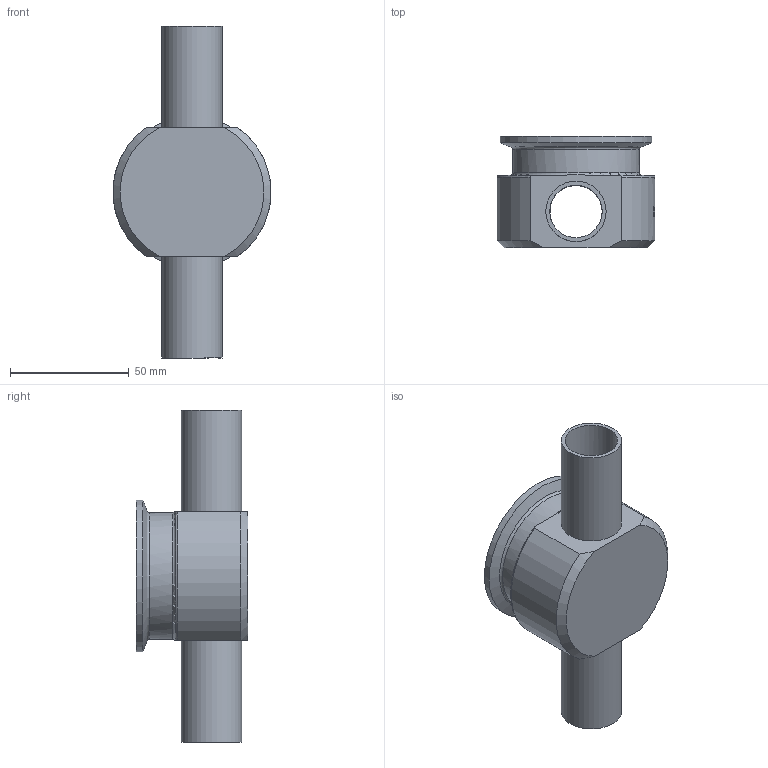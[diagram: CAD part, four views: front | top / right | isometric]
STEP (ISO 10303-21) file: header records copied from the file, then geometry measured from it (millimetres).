
FILE_DESCRIPTION(/* description */ (''),/* implementation_level */ '2;1');
FILE_NAME(/* name */ 'S7IWWKS-1X2.stp',/* time_stamp */ '2018-11-30T09:30:06-05:00',/* author */ ('ken'),/* organization */ (''),/* preprocessor_version */ 'ST-DEVELOPER v15.2',/* originating_system */ 'Autodesk Inventor 2014',/* authorisation */ '');
FILE_SCHEMA (('AUTOMOTIVE_DESIGN { 1 0 10303 214 3 1 1 }'));
Length unit declared in the file: inch
Products named in the file (1): S7IWWKS-1X2
Bounding box: 66.44 x 46.99 x 139.7 mm (x, y, z)
Volume: 77922.5 mm3; surface area: 34152.3 mm2
Topology: 1 solids, 1 shells, 404 faces, 1095 edges, 728 vertices
Faces by surface type: plane 186, bspline 163, cylinder 41, torus 7, cone 7
Full cylindrical faces by diameter (mm): 22.098 x1, 25.4 x2, 47.498 x1, 53.34 x1, 63.881 x1
Entity records: 15878 total; most frequent: CARTESIAN_POINT 6576, ORIENTED_EDGE 2148, DIRECTION 1482, EDGE_CURVE 1074, VERTEX_POINT 722, AXIS2_PLACEMENT_3D 506, LINE 470, VECTOR 470
